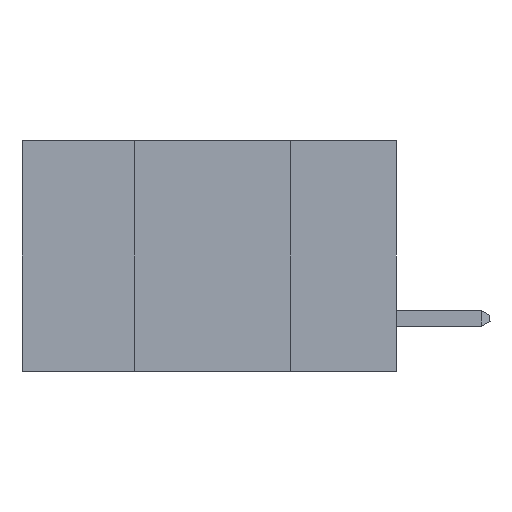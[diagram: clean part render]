
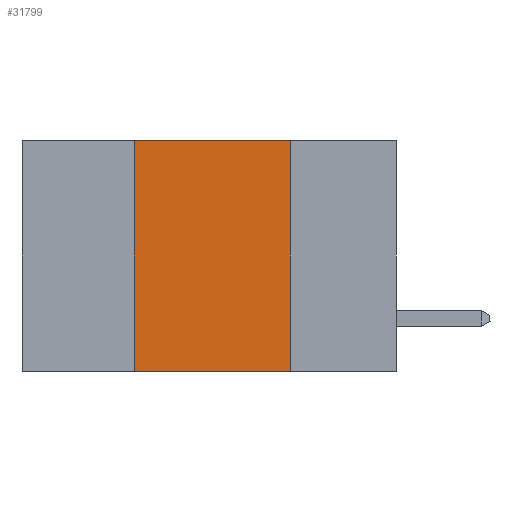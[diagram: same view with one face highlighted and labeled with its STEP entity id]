
A CAD part, left-side view. The second image highlights one B-rep face of the part: STEP entity #31799.
In plain terms, the highlighted planar face has unit normal (-1, 0, 0).
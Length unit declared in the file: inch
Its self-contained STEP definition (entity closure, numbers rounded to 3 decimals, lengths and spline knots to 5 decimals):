
#374 = VERTEX_POINT ( 'NONE', #3295 ) ;
#1023 = VECTOR ( 'NONE', #10040, 39.37008 ) ;
#1390 = VERTEX_POINT ( 'NONE', #11708 ) ;
#2584 = VECTOR ( 'NONE', #8609, 39.37008 ) ;
#3295 = CARTESIAN_POINT ( 'NONE',  ( 0., 0.17, -0.37 ) ) ;
#3549 = VERTEX_POINT ( 'NONE', #32052 ) ;
#4288 = LINE ( 'NONE', #5926, #30248 ) ;
#5561 = LINE ( 'NONE', #13801, #31522 ) ;
#5926 = CARTESIAN_POINT ( 'NONE',  ( 0., 0.42, 0. ) ) ;
#5927 = CARTESIAN_POINT ( 'NONE',  ( 0., 0.6, 0. ) ) ;
#8486 = EDGE_LOOP ( 'NONE', ( #24016, #30758, #31226, #14170 ) ) ;
#8521 = DIRECTION ( 'NONE',  ( 0., -1., 0. ) ) ;
#8609 = DIRECTION ( 'NONE',  ( 0., 0., -1. ) ) ;
#10040 = DIRECTION ( 'NONE',  ( 0., -1., 0. ) ) ;
#10128 = EDGE_CURVE ( 'NONE', #1390, #3549, #4288, .T. ) ;
#10765 = AXIS2_PLACEMENT_3D ( 'NONE', #5927, #11095, #31217 ) ;
#11095 = DIRECTION ( 'NONE',  ( 1., 0., 0. ) ) ;
#11210 = CARTESIAN_POINT ( 'NONE',  ( 0., 0.17, 0. ) ) ;
#11708 = CARTESIAN_POINT ( 'NONE',  ( 0., 0.42, -0.37 ) ) ;
#13801 = CARTESIAN_POINT ( 'NONE',  ( 0., 0.6, -0.37 ) ) ;
#13994 = CARTESIAN_POINT ( 'NONE',  ( 0., 0.17, 0. ) ) ;
#14170 = ORIENTED_EDGE ( 'NONE', *, *, #21772, .T. ) ;
#19052 = EDGE_CURVE ( 'NONE', #20592, #374, #30127, .T. ) ;
#19644 = FACE_OUTER_BOUND ( 'NONE', #8486, .T. ) ;
#20169 = CARTESIAN_POINT ( 'NONE',  ( 0., 0.6, 0. ) ) ;
#20592 = VERTEX_POINT ( 'NONE', #11210 ) ;
#21772 = EDGE_CURVE ( 'NONE', #1390, #374, #5561, .T. ) ;
#24016 = ORIENTED_EDGE ( 'NONE', *, *, #19052, .F. ) ;
#26077 = PLANE ( 'NONE',  #10765 ) ;
#27026 = EDGE_CURVE ( 'NONE', #3549, #20592, #28925, .T. ) ;
#28483 = DIRECTION ( 'NONE',  ( 0., 0., 1. ) ) ;
#28925 = LINE ( 'NONE', #20169, #1023 ) ;
#30127 = LINE ( 'NONE', #13994, #2584 ) ;
#30248 = VECTOR ( 'NONE', #28483, 39.37008 ) ;
#30758 = ORIENTED_EDGE ( 'NONE', *, *, #27026, .F. ) ;
#31217 = DIRECTION ( 'NONE',  ( 0., 0., -1. ) ) ;
#31226 = ORIENTED_EDGE ( 'NONE', *, *, #10128, .F. ) ;
#31522 = VECTOR ( 'NONE', #8521, 39.37008 ) ;
#31799 = ADVANCED_FACE ( 'NONE', ( #19644 ), #26077, .F. ) ;
#32052 = CARTESIAN_POINT ( 'NONE',  ( 0., 0.42, 0. ) ) ;
